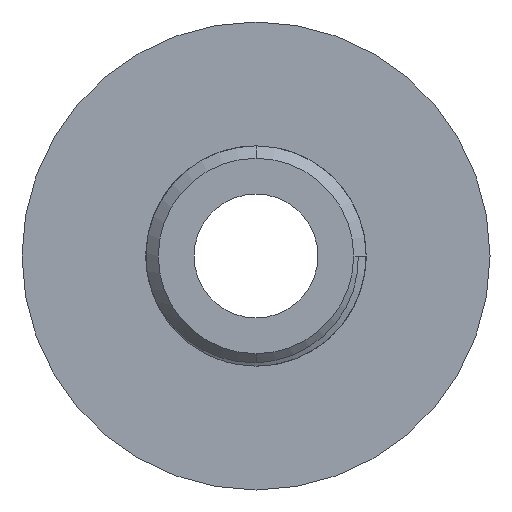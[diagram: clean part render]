
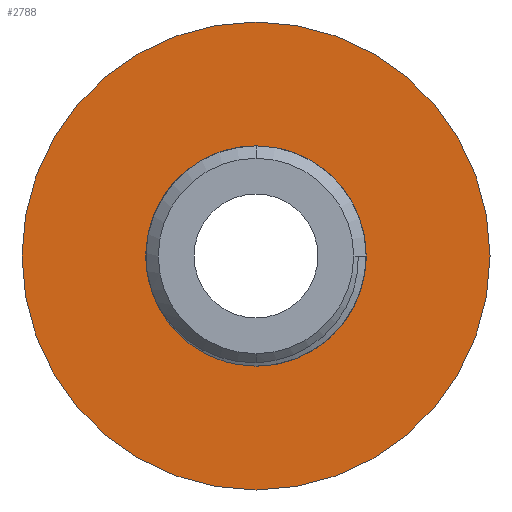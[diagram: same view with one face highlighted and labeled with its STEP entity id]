
A CAD part, front view. The second image highlights one B-rep face of the part: STEP entity #2788.
In plain terms, the highlighted planar face has unit normal (0, -1, 0).
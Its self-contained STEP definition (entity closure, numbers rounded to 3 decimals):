
#75 = DIRECTION ( 'NONE',  ( 0., 1., 0. ) ) ;
#150 = AXIS2_PLACEMENT_3D ( 'NONE', #638, #2834, #607 ) ;
#158 = VERTEX_POINT ( 'NONE', #2465 ) ;
#222 = FACE_BOUND ( 'NONE', #2068, .T. ) ;
#416 = AXIS2_PLACEMENT_3D ( 'NONE', #670, #2677, #1154 ) ;
#430 = DIRECTION ( 'NONE',  ( 0., 0., -1. ) ) ;
#470 = VERTEX_POINT ( 'NONE', #546 ) ;
#477 = FACE_OUTER_BOUND ( 'NONE', #2437, .T. ) ;
#501 = EDGE_CURVE ( 'NONE', #975, #470, #983, .T. ) ;
#546 = CARTESIAN_POINT ( 'NONE',  ( 0., 0., -6.75 ) ) ;
#606 = EDGE_CURVE ( 'NONE', #470, #975, #1397, .T. ) ;
#607 = DIRECTION ( 'NONE',  ( 0., 0., 1. ) ) ;
#638 = CARTESIAN_POINT ( 'NONE',  ( 0., 0., 0. ) ) ;
#670 = CARTESIAN_POINT ( 'NONE',  ( 0., 0., 0. ) ) ;
#846 = CARTESIAN_POINT ( 'NONE',  ( 0., 0., 6.75 ) ) ;
#911 = DIRECTION ( 'NONE',  ( 0., -1., 0. ) ) ;
#975 = VERTEX_POINT ( 'NONE', #846 ) ;
#983 = CIRCLE ( 'NONE', #416, 6.75 ) ;
#1063 = DIRECTION ( 'NONE',  ( 0., 0., 1. ) ) ;
#1070 = VERTEX_POINT ( 'NONE', #2787 ) ;
#1081 = CIRCLE ( 'NONE', #150, 17. ) ;
#1138 = DIRECTION ( 'NONE',  ( 0., 1., 0. ) ) ;
#1154 = DIRECTION ( 'NONE',  ( 0., 0., -1. ) ) ;
#1241 = AXIS2_PLACEMENT_3D ( 'NONE', #2152, #911, #430 ) ;
#1276 = CARTESIAN_POINT ( 'NONE',  ( 0., 0., 0. ) ) ;
#1344 = ORIENTED_EDGE ( 'NONE', *, *, #606, .F. ) ;
#1397 = CIRCLE ( 'NONE', #1241, 6.75 ) ;
#1467 = DIRECTION ( 'NONE',  ( 0., 0., 1. ) ) ;
#1786 = EDGE_CURVE ( 'NONE', #158, #1070, #1081, .T. ) ;
#2068 = EDGE_LOOP ( 'NONE', ( #2559, #1344 ) ) ;
#2152 = CARTESIAN_POINT ( 'NONE',  ( 0., 0., 0. ) ) ;
#2437 = EDGE_LOOP ( 'NONE', ( #3188, #3022 ) ) ;
#2465 = CARTESIAN_POINT ( 'NONE',  ( 0., 0., -17. ) ) ;
#2486 = AXIS2_PLACEMENT_3D ( 'NONE', #1276, #75, #1063 ) ;
#2559 = ORIENTED_EDGE ( 'NONE', *, *, #501, .F. ) ;
#2677 = DIRECTION ( 'NONE',  ( 0., -1., 0. ) ) ;
#2787 = CARTESIAN_POINT ( 'NONE',  ( 0., 0., 17. ) ) ;
#2788 = ADVANCED_FACE ( 'NONE', ( #477, #222 ), #2963, .F. ) ;
#2834 = DIRECTION ( 'NONE',  ( 0., 1., 0. ) ) ;
#2963 = PLANE ( 'NONE',  #3209 ) ;
#2983 = EDGE_CURVE ( 'NONE', #1070, #158, #3100, .T. ) ;
#3022 = ORIENTED_EDGE ( 'NONE', *, *, #2983, .F. ) ;
#3100 = CIRCLE ( 'NONE', #2486, 17. ) ;
#3140 = CARTESIAN_POINT ( 'NONE',  ( 0., 0., 0. ) ) ;
#3188 = ORIENTED_EDGE ( 'NONE', *, *, #1786, .F. ) ;
#3209 = AXIS2_PLACEMENT_3D ( 'NONE', #3140, #1138, #1467 ) ;
